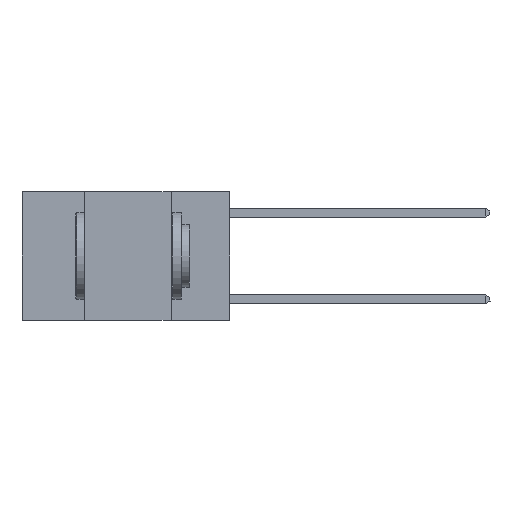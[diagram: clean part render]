
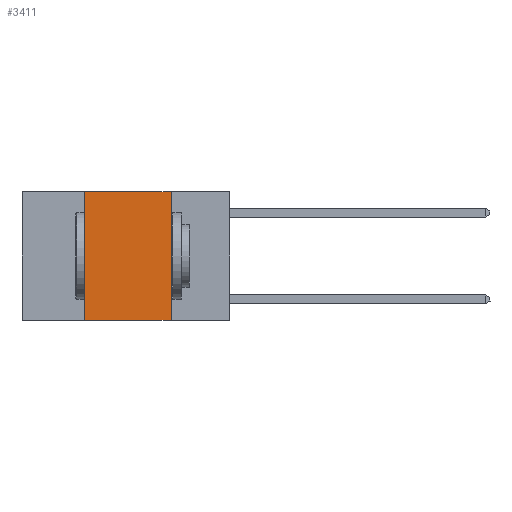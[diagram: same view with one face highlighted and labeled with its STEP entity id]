
A CAD part, left-side view. The second image highlights one B-rep face of the part: STEP entity #3411.
In plain terms, the highlighted planar face has unit normal (-1, 0, 0).
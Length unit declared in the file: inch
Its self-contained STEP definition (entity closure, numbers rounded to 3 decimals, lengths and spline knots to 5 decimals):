
#359 = CARTESIAN_POINT ( 'NONE',  ( 0., 0.42, -0.37 ) ) ;
#571 = DIRECTION ( 'NONE',  ( 0., 0., 1. ) ) ;
#779 = ORIENTED_EDGE ( 'NONE', *, *, #4124, .F. ) ;
#1047 = DIRECTION ( 'NONE',  ( 0., -1., 0. ) ) ;
#1310 = EDGE_CURVE ( 'NONE', #7103, #11003, #7785, .T. ) ;
#1499 = CARTESIAN_POINT ( 'NONE',  ( 0., 0.6, 0. ) ) ;
#2316 = VECTOR ( 'NONE', #571, 39.37008 ) ;
#2538 = DIRECTION ( 'NONE',  ( 0., 0., -1. ) ) ;
#2688 = EDGE_CURVE ( 'NONE', #8157, #7103, #5350, .T. ) ;
#2859 = VECTOR ( 'NONE', #6678, 39.37008 ) ;
#3411 = ADVANCED_FACE ( 'NONE', ( #10262 ), #6506, .F. ) ;
#3541 = CARTESIAN_POINT ( 'NONE',  ( 0., 0.42, 0. ) ) ;
#3871 = CARTESIAN_POINT ( 'NONE',  ( 0., 0.17, 0. ) ) ;
#4124 = EDGE_CURVE ( 'NONE', #5463, #8157, #12398, .T. ) ;
#5081 = VECTOR ( 'NONE', #1047, 39.37008 ) ;
#5345 = ORIENTED_EDGE ( 'NONE', *, *, #2688, .F. ) ;
#5349 = ORIENTED_EDGE ( 'NONE', *, *, #1310, .F. ) ;
#5350 = LINE ( 'NONE', #6626, #10010 ) ;
#5463 = VERTEX_POINT ( 'NONE', #359 ) ;
#6263 = DIRECTION ( 'NONE',  ( 0., -1., 0. ) ) ;
#6506 = PLANE ( 'NONE',  #8186 ) ;
#6626 = CARTESIAN_POINT ( 'NONE',  ( 0., 0.6, 0. ) ) ;
#6678 = DIRECTION ( 'NONE',  ( 0., 0., -1. ) ) ;
#7103 = VERTEX_POINT ( 'NONE', #3871 ) ;
#7380 = CARTESIAN_POINT ( 'NONE',  ( 0., 0.42, 0. ) ) ;
#7785 = LINE ( 'NONE', #9895, #2859 ) ;
#7935 = CARTESIAN_POINT ( 'NONE',  ( 0., 0.6, -0.37 ) ) ;
#8157 = VERTEX_POINT ( 'NONE', #7380 ) ;
#8186 = AXIS2_PLACEMENT_3D ( 'NONE', #1499, #8363, #2538 ) ;
#8215 = LINE ( 'NONE', #7935, #5081 ) ;
#8363 = DIRECTION ( 'NONE',  ( 1., 0., 0. ) ) ;
#8669 = EDGE_CURVE ( 'NONE', #5463, #11003, #8215, .T. ) ;
#8934 = CARTESIAN_POINT ( 'NONE',  ( 0., 0.17, -0.37 ) ) ;
#9080 = EDGE_LOOP ( 'NONE', ( #5349, #5345, #779, #10807 ) ) ;
#9895 = CARTESIAN_POINT ( 'NONE',  ( 0., 0.17, 0. ) ) ;
#10010 = VECTOR ( 'NONE', #6263, 39.37008 ) ;
#10262 = FACE_OUTER_BOUND ( 'NONE', #9080, .T. ) ;
#10807 = ORIENTED_EDGE ( 'NONE', *, *, #8669, .T. ) ;
#11003 = VERTEX_POINT ( 'NONE', #8934 ) ;
#12398 = LINE ( 'NONE', #3541, #2316 ) ;
